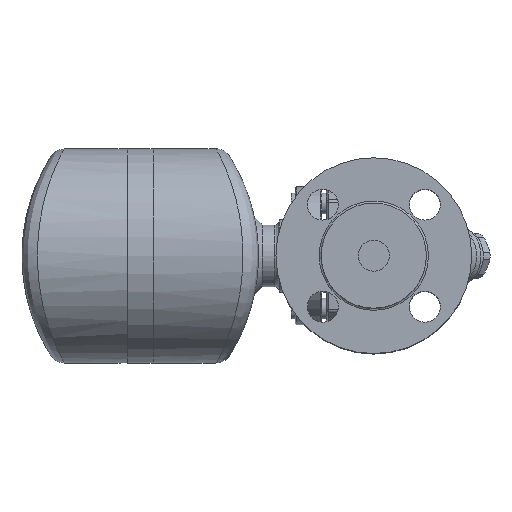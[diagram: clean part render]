
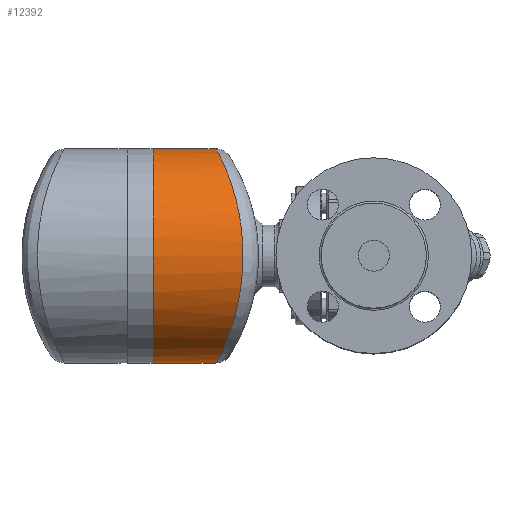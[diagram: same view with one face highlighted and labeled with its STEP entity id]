
A CAD part, top view. The second image highlights one B-rep face of the part: STEP entity #12392.
In plain terms, the highlighted cylindrical face has radius 52 mm (diameter 104 mm), a full revolution.
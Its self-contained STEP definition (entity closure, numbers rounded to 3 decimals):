
#11198=CARTESIAN_POINT('',(36.311,39.359,-33.984));
#11199=VERTEX_POINT('',#11198);
#11218=CARTESIAN_POINT('',(36.311,-39.359,-33.984));
#11219=VERTEX_POINT('',#11218);
#11227=CARTESIAN_POINT('',(65.393,0.0,0.));
#11228=DIRECTION('',(0.76,0.,-0.65));
#11229=DIRECTION('',(-0.65,0.0,-0.76));
#11230=AXIS2_PLACEMENT_3D('',#11227,#11228,#11229);
#11231=ELLIPSE('',#11230,68.442,52.0);
#11232=EDGE_CURVE('',#11219,#11199,#11231,.T.);
#12155=CARTESIAN_POINT('',(30.469,52.,0.024));
#12156=VERTEX_POINT('',#12155);
#12164=CARTESIAN_POINT('',(30.469,52.,0.024));
#12165=CARTESIAN_POINT('',(30.47,52.,0.934));
#12166=CARTESIAN_POINT('',(30.487,51.967,2.145));
#12167=CARTESIAN_POINT('',(30.569,51.818,4.569));
#12168=CARTESIAN_POINT('',(30.726,51.53,7.289));
#12169=CARTESIAN_POINT('',(30.996,51.027,10.121));
#12170=CARTESIAN_POINT('',(31.243,50.561,12.175));
#12171=CARTESIAN_POINT('',(31.399,50.265,13.336));
#12172=CARTESIAN_POINT('',(31.836,49.424,16.365));
#12173=CARTESIAN_POINT('',(32.721,47.682,21.157));
#12174=CARTESIAN_POINT('',(33.893,45.178,25.888));
#12175=CARTESIAN_POINT('',(34.632,43.484,28.524));
#12176=CARTESIAN_POINT('',(34.935,42.775,29.575));
#12177=CARTESIAN_POINT('',(35.171,42.215,30.371));
#12178=CARTESIAN_POINT('',(35.741,40.83,32.246));
#12179=CARTESIAN_POINT('',(36.985,37.669,36.086));
#12180=CARTESIAN_POINT('',(38.239,33.99,39.491));
#12181=CARTESIAN_POINT('',(39.158,30.867,41.853));
#12182=CARTESIAN_POINT('',(39.475,29.756,42.655));
#12183=CARTESIAN_POINT('',(39.761,28.702,43.367));
#12184=CARTESIAN_POINT('',(40.147,27.221,44.319));
#12185=CARTESIAN_POINT('',(40.522,25.699,45.227));
#12186=CARTESIAN_POINT('',(41.152,22.904,46.725));
#12187=CARTESIAN_POINT('',(41.763,19.813,48.139));
#12188=CARTESIAN_POINT('',(42.233,16.885,49.202));
#12189=CARTESIAN_POINT('',(42.448,15.35,49.684));
#12190=CARTESIAN_POINT('',(42.604,14.194,50.033));
#12191=CARTESIAN_POINT('',(42.807,12.544,50.484));
#12192=CARTESIAN_POINT('',(42.996,10.68,50.901));
#12193=CARTESIAN_POINT('',(43.117,9.298,51.165));
#12194=CARTESIAN_POINT('',(43.242,7.709,51.439));
#12195=CARTESIAN_POINT('',(43.421,4.801,51.829));
#12196=CARTESIAN_POINT('',(43.512,1.35,52.027));
#12197=CARTESIAN_POINT('',(43.495,-1.589,51.988));
#12198=CARTESIAN_POINT('',(43.457,-3.202,51.906));
#12199=CARTESIAN_POINT('',(43.374,-5.62,51.726));
#12200=CARTESIAN_POINT('',(43.163,-9.14,51.268));
#12201=CARTESIAN_POINT('',(42.786,-12.789,50.439));
#12202=CARTESIAN_POINT('',(42.484,-15.101,49.764));
#12203=CARTESIAN_POINT('',(42.268,-16.627,49.28));
#12204=CARTESIAN_POINT('',(41.872,-19.161,48.387));
#12205=CARTESIAN_POINT('',(41.288,-22.27,47.044));
#12206=CARTESIAN_POINT('',(40.665,-25.086,45.57));
#12207=CARTESIAN_POINT('',(40.003,-27.824,43.973));
#12208=CARTESIAN_POINT('',(39.161,-30.941,41.882));
#12209=CARTESIAN_POINT('',(38.29,-33.749,39.603));
#12210=CARTESIAN_POINT('',(37.715,-35.468,38.033));
#12211=CARTESIAN_POINT('',(37.328,-36.594,36.957));
#12212=CARTESIAN_POINT('',(36.67,-38.438,35.083));
#12213=CARTESIAN_POINT('',(35.935,-40.35,32.858));
#12214=CARTESIAN_POINT('',(35.164,-42.238,30.361));
#12215=CARTESIAN_POINT('',(34.598,-43.57,28.425));
#12216=CARTESIAN_POINT('',(34.006,-44.906,26.255));
#12217=CARTESIAN_POINT('',(33.527,-45.951,24.37));
#12218=CARTESIAN_POINT('',(33.029,-47.011,22.269));
#12219=CARTESIAN_POINT('',(32.402,-48.304,19.385));
#12220=CARTESIAN_POINT('',(31.681,-49.729,15.448));
#12221=CARTESIAN_POINT('',(31.15,-50.739,11.578));
#12222=CARTESIAN_POINT('',(30.672,-51.631,6.835));
#12223=CARTESIAN_POINT('',(30.465,-52.008,2.78));
#12224=CARTESIAN_POINT('',(30.468,-52.003,-1.259));
#12225=CARTESIAN_POINT('',(30.552,-51.85,-4.496));
#12226=CARTESIAN_POINT('',(30.785,-51.421,-8.114));
#12227=CARTESIAN_POINT('',(31.209,-50.628,-12.045));
#12228=CARTESIAN_POINT('',(31.876,-49.351,-16.693));
#12229=CARTESIAN_POINT('',(32.754,-47.601,-21.167));
#12230=CARTESIAN_POINT('',(33.645,-45.701,-24.856));
#12231=CARTESIAN_POINT('',(34.178,-44.52,-26.889));
#12232=CARTESIAN_POINT('',(34.997,-42.656,-29.86));
#12233=CARTESIAN_POINT('',(35.724,-40.892,-32.208));
#12234=CARTESIAN_POINT('',(36.311,-39.359,-33.984));
#12235=B_SPLINE_CURVE_WITH_KNOTS('',3,(#12164,#12165,#12166,#12167,#12168,#12169,#12170,#12171,#12172,#12173,#12174,#12175,#12176,#12177,#12178,#12179,#12180,#12181,#12182,#12183,#12184,#12185,#12186,#12187,#12188,#12189,#12190,#12191,#12192,#12193,#12194,#12195,#12196,#12197,#12198,#12199,#12200,#12201,#12202,#12203,#12204,#12205,#12206,#12207,#12208,#12209,#12210,#12211,#12212,#12213,#12214,#12215,#12216,#12217,#12218,#12219,#12220,#12221,#12222,#12223,#12224,#12225,#12226,#12227,#12228,#12229,#12230,#12231,#12232,#12233,#12234),.UNSPECIFIED.,.F.,.U.,(4,1,1,1,1,1,1,1,1,1,1,1,1,1,1,1,1,1,1,1,1,1,1,1,1,1,1,1,1,1,1,1,1,1,1,1,1,1,1,1,1,1,1,1,1,1,1,1,1,1,1,1,1,1,1,1,1,1,1,1,1,1,1,1,1,1,1,1,4),(-42.61,-42.376,-42.298,-41.987,-41.676,-41.56,-41.443,-41.365,-40.743,-40.121,-39.965,-39.913,-39.784,-39.706,-39.291,-38.461,-38.384,-38.254,-38.098,-38.047,-37.787,-37.632,-37.217,-36.906,-36.828,-36.802,-36.595,-36.387,-36.31,-36.232,-35.973,-35.558,-35.35,-35.221,-35.143,-34.728,-34.313,-34.184,-34.106,-33.899,-33.484,-33.224,-33.069,-32.654,-32.239,-32.11,-32.032,-31.824,-31.41,-31.254,-30.995,-30.787,-30.58,-30.424,-30.165,-29.75,-29.336,-29.128,-28.506,-28.299,-28.091,-27.676,-27.365,-27.054,-26.432,-26.121,-25.965,-25.81,-25.188),.UNSPECIFIED.);
#12236=EDGE_CURVE('',#12156,#11219,#12235,.T.);
#12337=CARTESIAN_POINT('',(36.311,39.359,-33.984));
#12338=CARTESIAN_POINT('',(35.878,40.492,-32.671));
#12339=CARTESIAN_POINT('',(35.231,42.092,-30.618));
#12340=CARTESIAN_POINT('',(34.408,44.005,-27.745));
#12341=CARTESIAN_POINT('',(33.61,45.786,-24.759));
#12342=CARTESIAN_POINT('',(32.68,47.748,-20.821));
#12343=CARTESIAN_POINT('',(31.894,49.312,-16.669));
#12344=CARTESIAN_POINT('',(31.249,50.555,-12.399));
#12345=CARTESIAN_POINT('',(30.859,51.284,-8.918));
#12346=CARTESIAN_POINT('',(30.545,51.862,-4.469));
#12347=CARTESIAN_POINT('',(30.469,52.001,-1.77));
#12348=CARTESIAN_POINT('',(30.469,52.,0.024));
#12349=B_SPLINE_CURVE_WITH_KNOTS('',3,(#12337,#12338,#12339,#12340,#12341,#12342,#12343,#12344,#12345,#12346,#12347,#12348),.UNSPECIFIED.,.F.,.U.,(4,1,1,1,1,1,1,1,1,4),(-17.423,-16.963,-16.733,-16.503,-16.043,-15.583,-15.353,-14.893,-14.663,-14.203),.UNSPECIFIED.);
#12350=EDGE_CURVE('',#11199,#12156,#12349,.T.);
#12371=CARTESIAN_POINT('',(25.5,0.0,0.));
#12372=DIRECTION('',(-1.0,0.0,0.));
#12373=DIRECTION('',(0.0,0.0,1.0));
#12374=AXIS2_PLACEMENT_3D('',#12371,#12372,#12373);
#12375=CYLINDRICAL_SURFACE('',#12374,52.0);
#12376=ORIENTED_EDGE('',*,*,#11232,.F.);
#12377=ORIENTED_EDGE('',*,*,#12236,.F.);
#12378=ORIENTED_EDGE('',*,*,#12350,.F.);
#12379=EDGE_LOOP('',(#12376,#12377,#12378));
#12380=FACE_OUTER_BOUND('',#12379,.T.);
#12381=CARTESIAN_POINT('',(0.0,0.0,52.0));
#12382=VERTEX_POINT('',#12381);
#12383=CARTESIAN_POINT('',(0.,0.0,0.));
#12384=DIRECTION('',(-1.0,0.0,0.0));
#12385=DIRECTION('',(0.0,0.0,1.0));
#12386=AXIS2_PLACEMENT_3D('',#12383,#12384,#12385);
#12387=CIRCLE('',#12386,52.0);
#12388=EDGE_CURVE('',#12382,#12382,#12387,.T.);
#12389=ORIENTED_EDGE('',*,*,#12388,.F.);
#12390=EDGE_LOOP('',(#12389));
#12391=FACE_BOUND('',#12390,.T.);
#12392=ADVANCED_FACE('',(#12380,#12391),#12375,.T.);
